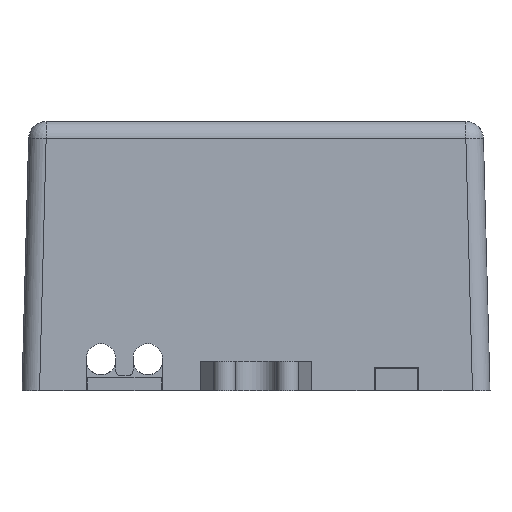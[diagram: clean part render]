
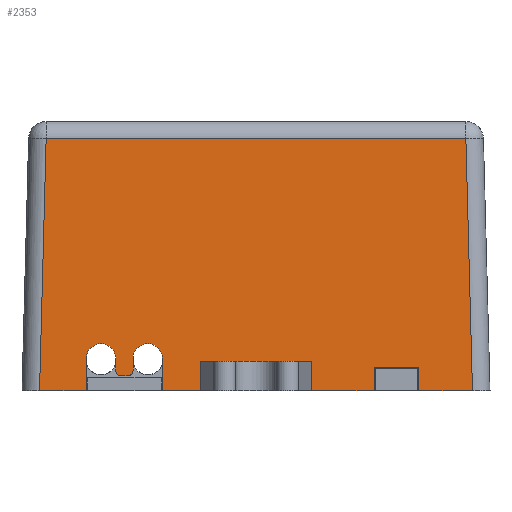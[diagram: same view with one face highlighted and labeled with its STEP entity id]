
A CAD part, left-side view. The second image highlights one B-rep face of the part: STEP entity #2353.
In plain terms, the highlighted planar face has unit normal (-1, 0, 0.026).
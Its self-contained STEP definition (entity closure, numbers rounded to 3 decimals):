
#227=DIRECTION('',(0.,-1.,0.));
#228=VECTOR('',#227,4.601);
#229=CARTESIAN_POINT('',(-26.25,-13.9,0.));
#230=LINE('',#229,#228);
#237=CARTESIAN_POINT('',(-26.25,-18.501,0.));
#295=CARTESIAN_POINT('',(-26.25,18.501,0.));
#303=DIRECTION('',(0.,-1.,0.));
#304=VECTOR('',#303,4.008);
#305=CARTESIAN_POINT('',(-26.25,18.501,0.));
#306=LINE('',#305,#304);
#311=DIRECTION('',(0.,-1.,0.));
#312=VECTOR('',#311,3.25);
#313=CARTESIAN_POINT('',(-26.25,8.,0.));
#314=LINE('',#313,#312);
#346=DIRECTION('',(0.,-1.,0.));
#347=VECTOR('',#346,5.35);
#348=CARTESIAN_POINT('',(-26.25,-4.75,0.));
#349=LINE('',#348,#347);
#714=DIRECTION('',(0.026,0.,1.));
#715=VECTOR('',#714,2.751);
#716=CARTESIAN_POINT('',(-26.25,14.493,0.));
#717=LINE('',#716,#715);
#718=DIRECTION('',(-0.026,0.026,-0.999));
#719=VECTOR('',#718,21.554);
#720=CARTESIAN_POINT('',(-25.686,17.936,21.539));
#721=LINE('',#720,#719);
#722=DIRECTION('',(0.,-1.,0.));
#723=VECTOR('',#722,35.873);
#724=CARTESIAN_POINT('',(-25.686,17.936,21.539));
#725=LINE('',#724,#723);
#726=DIRECTION('',(-0.026,-0.026,-0.999));
#727=VECTOR('',#726,21.554);
#728=CARTESIAN_POINT('',(-25.686,-17.936,21.539));
#729=LINE('',#728,#727);
#730=DIRECTION('',(0.026,0.,1.));
#731=VECTOR('',#730,2.001);
#732=CARTESIAN_POINT('',(-26.25,-13.9,0.));
#733=LINE('',#732,#731);
#734=DIRECTION('',(0.,1.,0.));
#735=VECTOR('',#734,3.8);
#736=CARTESIAN_POINT('',(-26.198,-13.9,2.));
#737=LINE('',#736,#735);
#738=DIRECTION('',(0.026,0.,1.));
#739=VECTOR('',#738,2.001);
#740=CARTESIAN_POINT('',(-26.25,-10.1,0.));
#741=LINE('',#740,#739);
#742=DIRECTION('',(0.026,-0.006,1.));
#743=VECTOR('',#742,2.501);
#744=CARTESIAN_POINT('',(-26.25,-4.75,0.));
#745=LINE('',#744,#743);
#746=DIRECTION('',(0.,1.,0.));
#747=VECTOR('',#746,9.529);
#748=CARTESIAN_POINT('',(-26.185,-4.764,2.5));
#749=LINE('',#748,#747);
#750=DIRECTION('',(0.026,0.006,1.));
#751=VECTOR('',#750,2.501);
#752=CARTESIAN_POINT('',(-26.25,4.75,0.));
#753=LINE('',#752,#751);
#754=DIRECTION('',(0.026,0.,1.));
#755=VECTOR('',#754,2.751);
#756=CARTESIAN_POINT('',(-26.25,8.,0.));
#757=LINE('',#756,#755);
#758=CARTESIAN_POINT('',(-26.178,10.5,2.75));
#759=CARTESIAN_POINT('',(-26.174,10.5,2.897));
#760=CARTESIAN_POINT('',(-26.166,10.446,3.216));
#761=CARTESIAN_POINT('',(-26.154,10.161,3.66));
#762=CARTESIAN_POINT('',(-26.147,9.712,3.947));
#763=CARTESIAN_POINT('',(-26.145,9.25,4.027));
#764=CARTESIAN_POINT('',(-26.147,8.788,3.947));
#765=CARTESIAN_POINT('',(-26.154,8.339,3.66));
#766=CARTESIAN_POINT('',(-26.166,8.054,3.216));
#767=CARTESIAN_POINT('',(-26.174,8.,2.897));
#768=CARTESIAN_POINT('',(-26.178,8.,2.75));
#770=DIRECTION('',(0.026,0.,1.));
#771=VECTOR('',#770,1.);
#772=CARTESIAN_POINT('',(-26.204,10.5,1.75));
#773=LINE('',#772,#771);
#774=CARTESIAN_POINT('',(-26.204,10.5,1.75));
#775=CARTESIAN_POINT('',(-26.209,10.5,1.583));
#776=CARTESIAN_POINT('',(-26.214,10.626,1.376));
#777=CARTESIAN_POINT('',(-26.217,10.833,1.25));
#778=CARTESIAN_POINT('',(-26.217,11.,1.25));
#780=DIRECTION('',(0.,-1.,0.));
#781=VECTOR('',#780,0.493);
#782=CARTESIAN_POINT('',(-26.217,11.493,1.25));
#783=LINE('',#782,#781);
#784=CARTESIAN_POINT('',(-26.217,11.493,1.25));
#785=CARTESIAN_POINT('',(-26.217,11.659,1.25));
#786=CARTESIAN_POINT('',(-26.214,11.867,1.376));
#787=CARTESIAN_POINT('',(-26.209,11.993,1.583));
#788=CARTESIAN_POINT('',(-26.204,11.993,1.75));
#790=DIRECTION('',(-0.026,0.,-1.));
#791=VECTOR('',#790,1.);
#792=CARTESIAN_POINT('',(-26.178,11.993,2.75));
#793=LINE('',#792,#791);
#794=CARTESIAN_POINT('',(-26.178,14.493,2.75));
#795=CARTESIAN_POINT('',(-26.174,14.493,2.897));
#796=CARTESIAN_POINT('',(-26.166,14.439,3.216));
#797=CARTESIAN_POINT('',(-26.154,14.154,3.66));
#798=CARTESIAN_POINT('',(-26.147,13.705,3.947));
#799=CARTESIAN_POINT('',(-26.145,13.243,4.027));
#800=CARTESIAN_POINT('',(-26.147,12.78,3.947));
#801=CARTESIAN_POINT('',(-26.154,12.332,3.66));
#802=CARTESIAN_POINT('',(-26.166,12.046,3.216));
#803=CARTESIAN_POINT('',(-26.174,11.993,2.897));
#804=CARTESIAN_POINT('',(-26.178,11.993,2.75));
#1316=VERTEX_POINT('',#295);
#1319=VERTEX_POINT('',#237);
#1332=CARTESIAN_POINT('',(-25.686,17.936,21.539));
#1333=VERTEX_POINT('',#1332);
#1336=CARTESIAN_POINT('',(-25.686,-17.936,
21.539));
#1337=VERTEX_POINT('',#1336);
#1370=CARTESIAN_POINT('',(-26.25,4.75,0.));
#1371=VERTEX_POINT('',#1370);
#1376=CARTESIAN_POINT('',(-26.25,-4.75,0.));
#1377=VERTEX_POINT('',#1376);
#1459=CARTESIAN_POINT('',(-26.25,-13.9,0.));
#1461=VERTEX_POINT('',#1459);
#1462=CARTESIAN_POINT('',(-26.25,-10.1,0.));
#1464=VERTEX_POINT('',#1462);
#1466=CARTESIAN_POINT('',(-26.198,-13.9,2.));
#1467=CARTESIAN_POINT('',(-26.198,-10.1,2.));
#1468=VERTEX_POINT('',#1466);
#1469=VERTEX_POINT('',#1467);
#1520=CARTESIAN_POINT('',(-26.185,-4.764,2.5));
#1521=CARTESIAN_POINT('',(-26.185,4.764,2.5));
#1522=VERTEX_POINT('',#1520);
#1523=VERTEX_POINT('',#1521);
#1588=CARTESIAN_POINT('',(-26.25,14.493,0.));
#1590=VERTEX_POINT('',#1588);
#1592=CARTESIAN_POINT('',(-26.25,8.,0.));
#1594=VERTEX_POINT('',#1592);
#1596=CARTESIAN_POINT('',(-26.178,14.493,2.75));
#1597=VERTEX_POINT('',#1596);
#1598=VERTEX_POINT('',#804);
#1599=CARTESIAN_POINT('',(-26.204,11.993,1.75));
#1600=VERTEX_POINT('',#1599);
#1601=VERTEX_POINT('',#784);
#1602=CARTESIAN_POINT('',(-26.217,11.,1.25));
#1603=VERTEX_POINT('',#1602);
#1604=VERTEX_POINT('',#774);
#1605=CARTESIAN_POINT('',(-26.178,10.5,2.75));
#1606=VERTEX_POINT('',#1605);
#1607=VERTEX_POINT('',#768);
#2307=CARTESIAN_POINT('',(-26.25,21.871,0.));
#2308=DIRECTION('',(-1.,0.,0.026));
#2309=DIRECTION('',(0.,-1.,0.));
#2310=AXIS2_PLACEMENT_3D('',#2307,#2308,#2309);
#2311=PLANE('',#2310);
#2312=ORIENTED_EDGE('',*,*,#2299,.F.);
#2313=ORIENTED_EDGE('',*,*,#1878,.F.);
#2315=ORIENTED_EDGE('',*,*,#2314,.F.);
#2317=ORIENTED_EDGE('',*,*,#2316,.T.);
#2319=ORIENTED_EDGE('',*,*,#2318,.T.);
#2320=ORIENTED_EDGE('',*,*,#1843,.F.);
#2322=ORIENTED_EDGE('',*,*,#2321,.T.);
#2324=ORIENTED_EDGE('',*,*,#2323,.T.);
#2326=ORIENTED_EDGE('',*,*,#2325,.F.);
#2327=ORIENTED_EDGE('',*,*,#1906,.F.);
#2329=ORIENTED_EDGE('',*,*,#2328,.T.);
#2331=ORIENTED_EDGE('',*,*,#2330,.T.);
#2333=ORIENTED_EDGE('',*,*,#2332,.F.);
#2334=ORIENTED_EDGE('',*,*,#1890,.F.);
#2336=ORIENTED_EDGE('',*,*,#2335,.T.);
#2338=ORIENTED_EDGE('',*,*,#2337,.F.);
#2340=ORIENTED_EDGE('',*,*,#2339,.F.);
#2342=ORIENTED_EDGE('',*,*,#2341,.T.);
#2344=ORIENTED_EDGE('',*,*,#2343,.F.);
#2346=ORIENTED_EDGE('',*,*,#2345,.T.);
#2348=ORIENTED_EDGE('',*,*,#2347,.F.);
#2350=ORIENTED_EDGE('',*,*,#2349,.F.);
#2351=EDGE_LOOP('',(#2312,#2313,#2315,#2317,#2319,#2320,#2322,#2324,#2326,#2327,
#2329,#2331,#2333,#2334,#2336,#2338,#2340,#2342,#2344,#2346,#2348,#2350));
#2352=FACE_OUTER_BOUND('',#2351,.F.);
#2353=ADVANCED_FACE('',(#2352),#2311,.T.);
#769=B_SPLINE_CURVE_WITH_KNOTS('',3,(#758,#759,#760,#761,#762,#763,#764,#765,
#766,#767,#768),.UNSPECIFIED.,.F.,.F.,(4,1,1,1,1,1,1,1,4),(0.,0.125,0.25,
0.375,0.5,0.625,0.75,0.875,1.),.UNSPECIFIED.);
#779=B_SPLINE_CURVE_WITH_KNOTS('',3,(#774,#775,#776,#777,#778),.UNSPECIFIED.,
.F.,.F.,(4,1,4),(0.,0.5,1.),.UNSPECIFIED.);
#789=B_SPLINE_CURVE_WITH_KNOTS('',3,(#784,#785,#786,#787,#788),.UNSPECIFIED.,
.F.,.F.,(4,1,4),(0.,0.5,1.),.UNSPECIFIED.);
#805=B_SPLINE_CURVE_WITH_KNOTS('',3,(#794,#795,#796,#797,#798,#799,#800,#801,
#802,#803,#804),.UNSPECIFIED.,.F.,.F.,(4,1,1,1,1,1,1,1,4),(0.,0.125,0.25,
0.375,0.5,0.625,0.75,0.875,1.),.UNSPECIFIED.);
#1843=EDGE_CURVE('',#1461,#1319,#230,.T.);
#1878=EDGE_CURVE('',#1316,#1590,#306,.T.);
#1890=EDGE_CURVE('',#1594,#1371,#314,.T.);
#1906=EDGE_CURVE('',#1377,#1464,#349,.T.);
#2299=EDGE_CURVE('',#1590,#1597,#717,.T.);
#2314=EDGE_CURVE('',#1333,#1316,#721,.T.);
#2316=EDGE_CURVE('',#1333,#1337,#725,.T.);
#2318=EDGE_CURVE('',#1337,#1319,#729,.T.);
#2321=EDGE_CURVE('',#1461,#1468,#733,.T.);
#2323=EDGE_CURVE('',#1468,#1469,#737,.T.);
#2325=EDGE_CURVE('',#1464,#1469,#741,.T.);
#2328=EDGE_CURVE('',#1377,#1522,#745,.T.);
#2330=EDGE_CURVE('',#1522,#1523,#749,.T.);
#2332=EDGE_CURVE('',#1371,#1523,#753,.T.);
#2335=EDGE_CURVE('',#1594,#1607,#757,.T.);
#2337=EDGE_CURVE('',#1606,#1607,#769,.T.);
#2339=EDGE_CURVE('',#1604,#1606,#773,.T.);
#2341=EDGE_CURVE('',#1604,#1603,#779,.T.);
#2343=EDGE_CURVE('',#1601,#1603,#783,.T.);
#2345=EDGE_CURVE('',#1601,#1600,#789,.T.);
#2347=EDGE_CURVE('',#1598,#1600,#793,.T.);
#2349=EDGE_CURVE('',#1597,#1598,#805,.T.);
